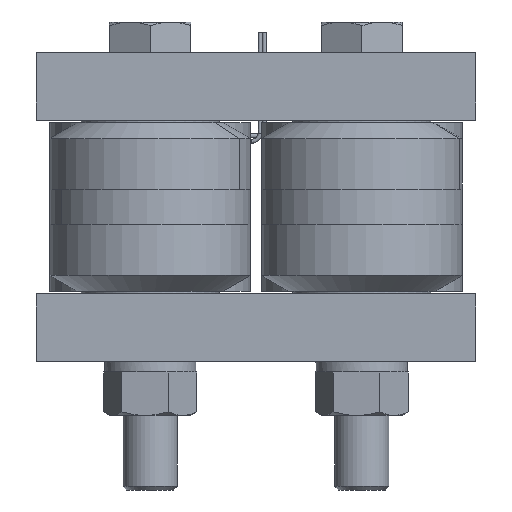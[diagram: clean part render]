
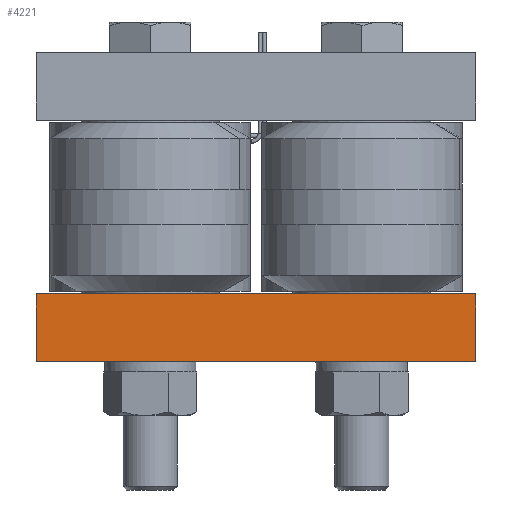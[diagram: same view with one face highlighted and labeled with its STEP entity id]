
A CAD part, front view. The second image highlights one B-rep face of the part: STEP entity #4221.
In plain terms, the highlighted planar face has unit normal (0, -1, 0).
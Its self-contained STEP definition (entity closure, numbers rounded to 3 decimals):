
#409 = EDGE_CURVE ( 'NONE', #13131, #14692, #13657, .T. ) ;
#989 = AXIS2_PLACEMENT_3D ( 'NONE', #2864, #8922, #8678 ) ;
#1936 = VERTEX_POINT ( 'NONE', #18705 ) ;
#2864 = CARTESIAN_POINT ( 'NONE',  ( 81., -115., -89. ) ) ;
#2956 = EDGE_CURVE ( 'NONE', #13131, #1936, #12719, .T. ) ;
#2997 = EDGE_CURVE ( 'NONE', #1936, #7214, #7638, .T. ) ;
#4221 = ADVANCED_FACE ( 'NONE', ( #4840 ), #19859, .T. ) ;
#4840 = FACE_OUTER_BOUND ( 'NONE', #7414, .T. ) ;
#4932 = CARTESIAN_POINT ( 'NONE',  ( -81., -115., -89. ) ) ;
#5346 = CARTESIAN_POINT ( 'NONE',  ( -81., -115., -114. ) ) ;
#6392 = VECTOR ( 'NONE', #15388, 1000. ) ;
#6406 = LINE ( 'NONE', #15765, #10294 ) ;
#7169 = CARTESIAN_POINT ( 'NONE',  ( 81., -115., -89. ) ) ;
#7214 = VERTEX_POINT ( 'NONE', #5346 ) ;
#7414 = EDGE_LOOP ( 'NONE', ( #9181, #17344, #17627, #20572 ) ) ;
#7638 = LINE ( 'NONE', #11689, #23338 ) ;
#8678 = DIRECTION ( 'NONE',  ( -1., 0., 0. ) ) ;
#8922 = DIRECTION ( 'NONE',  ( 0., -1., 0. ) ) ;
#9181 = ORIENTED_EDGE ( 'NONE', *, *, #2997, .F. ) ;
#9623 = VECTOR ( 'NONE', #22163, 1000. ) ;
#10294 = VECTOR ( 'NONE', #12460, 1000. ) ;
#11689 = CARTESIAN_POINT ( 'NONE',  ( 81., -115., -114. ) ) ;
#12439 = EDGE_CURVE ( 'NONE', #14692, #7214, #6406, .T. ) ;
#12460 = DIRECTION ( 'NONE',  ( 0., 0., -1. ) ) ;
#12719 = LINE ( 'NONE', #7169, #9623 ) ;
#13131 = VERTEX_POINT ( 'NONE', #21088 ) ;
#13529 = DIRECTION ( 'NONE',  ( -1., 0., 0. ) ) ;
#13657 = LINE ( 'NONE', #19072, #6392 ) ;
#14692 = VERTEX_POINT ( 'NONE', #4932 ) ;
#15388 = DIRECTION ( 'NONE',  ( -1., 0., 0. ) ) ;
#15765 = CARTESIAN_POINT ( 'NONE',  ( -81., -115., -89. ) ) ;
#17344 = ORIENTED_EDGE ( 'NONE', *, *, #2956, .F. ) ;
#17627 = ORIENTED_EDGE ( 'NONE', *, *, #409, .T. ) ;
#18705 = CARTESIAN_POINT ( 'NONE',  ( 81., -115., -114. ) ) ;
#19072 = CARTESIAN_POINT ( 'NONE',  ( 81., -115., -89. ) ) ;
#19859 = PLANE ( 'NONE',  #989 ) ;
#20572 = ORIENTED_EDGE ( 'NONE', *, *, #12439, .T. ) ;
#21088 = CARTESIAN_POINT ( 'NONE',  ( 81., -115., -89. ) ) ;
#22163 = DIRECTION ( 'NONE',  ( 0., 0., -1. ) ) ;
#23338 = VECTOR ( 'NONE', #13529, 1000. ) ;
